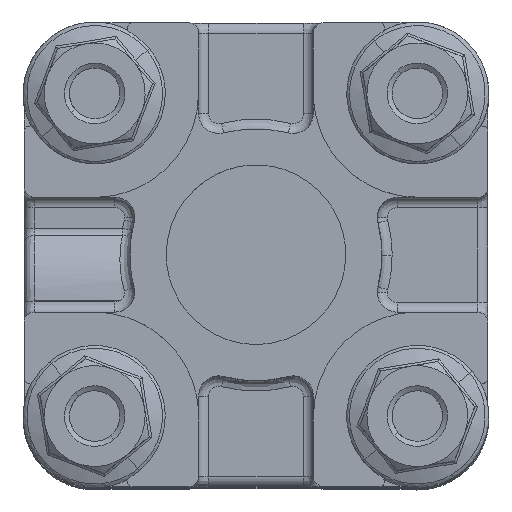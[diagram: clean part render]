
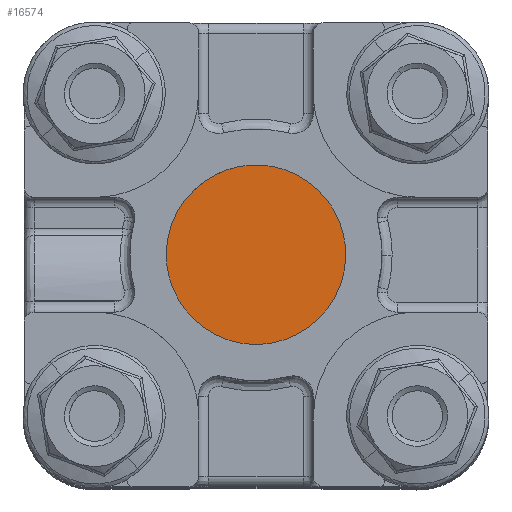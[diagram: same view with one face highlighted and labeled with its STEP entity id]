
A CAD part, top view. The second image highlights one B-rep face of the part: STEP entity #16574.
In plain terms, the highlighted free-form (B-spline) face has degree [1, 1] with [2, 2] control points.
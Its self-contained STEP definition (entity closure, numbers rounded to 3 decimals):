
#11812 = VERTEX_POINT('',#11813);
#11813 = CARTESIAN_POINT('',(-9.383,0.,
    122.613));
#11818 = EDGE_CURVE('',#11819,#11812,#11821,.T.);
#11819 = VERTEX_POINT('',#11820);
#11820 = CARTESIAN_POINT('',(9.383,0.,
    122.613));
#11821 = ( BOUNDED_CURVE() B_SPLINE_CURVE(2,(#11822,#11823,#11824,#11825
,#11826),.UNSPECIFIED.,.F.,.F.) B_SPLINE_CURVE_WITH_KNOTS((3,2,3),(
    3.142,4.712,6.283),
.PIECEWISE_BEZIER_KNOTS.) CURVE() GEOMETRIC_REPRESENTATION_ITEM() 
RATIONAL_B_SPLINE_CURVE((1.,0.707,1.,0.707,1.)) 
REPRESENTATION_ITEM('') );
#11822 = CARTESIAN_POINT('',(9.383,0.,
    122.613));
#11823 = CARTESIAN_POINT('',(9.383,-9.383,
    122.613));
#11824 = CARTESIAN_POINT('',(0.,-9.383,
    122.613));
#11825 = CARTESIAN_POINT('',(-9.383,-9.383,
    122.613));
#11826 = CARTESIAN_POINT('',(-9.383,0.,
    122.613));
#16574 = ADVANCED_FACE('',(#16575),#16586,.F.);
#16575 = FACE_BOUND('',#16576,.T.);
#16576 = EDGE_LOOP('',(#16577,#16585));
#16577 = ORIENTED_EDGE('',*,*,#16578,.F.);
#16578 = EDGE_CURVE('',#11812,#11819,#16579,.T.);
#16579 = ( BOUNDED_CURVE() B_SPLINE_CURVE(2,(#16580,#16581,#16582,#16583
,#16584),.UNSPECIFIED.,.F.,.F.) B_SPLINE_CURVE_WITH_KNOTS((3,2,3),(0.,
1.571,3.142),.PIECEWISE_BEZIER_KNOTS.) CURVE() 
GEOMETRIC_REPRESENTATION_ITEM() RATIONAL_B_SPLINE_CURVE((1.,
0.707,1.,0.707,1.)) REPRESENTATION_ITEM('') );
#16580 = CARTESIAN_POINT('',(-9.383,0.,
    122.613));
#16581 = CARTESIAN_POINT('',(-9.383,9.383,
    122.613));
#16582 = CARTESIAN_POINT('',(0.,9.383,
    122.613));
#16583 = CARTESIAN_POINT('',(9.383,9.383,
    122.613));
#16584 = CARTESIAN_POINT('',(9.383,0.,
    122.613));
#16585 = ORIENTED_EDGE('',*,*,#11818,.F.);
#16586 = B_SPLINE_SURFACE_WITH_KNOTS('',1,1,(
    (#16587,#16588)
    ,(#16589,#16590
    )),.UNSPECIFIED.,.F.,.F.,.F.,(2,2),(2,2),(-8.9,8.9),(-8.9,8.9),
  .PIECEWISE_BEZIER_KNOTS.);
#16587 = CARTESIAN_POINT('',(9.383,-9.383,
    122.613));
#16588 = CARTESIAN_POINT('',(9.383,9.383,
    122.613));
#16589 = CARTESIAN_POINT('',(-9.383,-9.383,
    122.613));
#16590 = CARTESIAN_POINT('',(-9.383,9.383,
    122.613));
